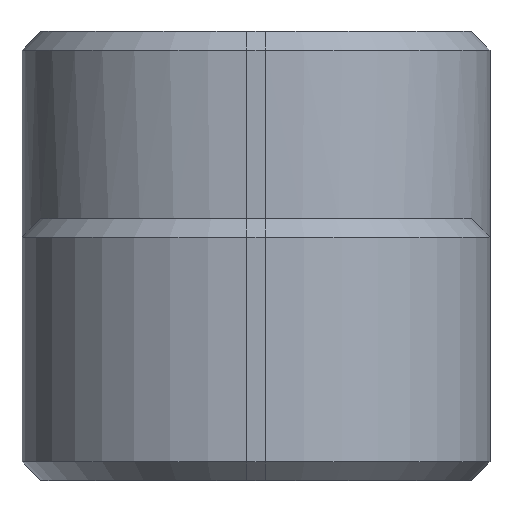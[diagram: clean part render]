
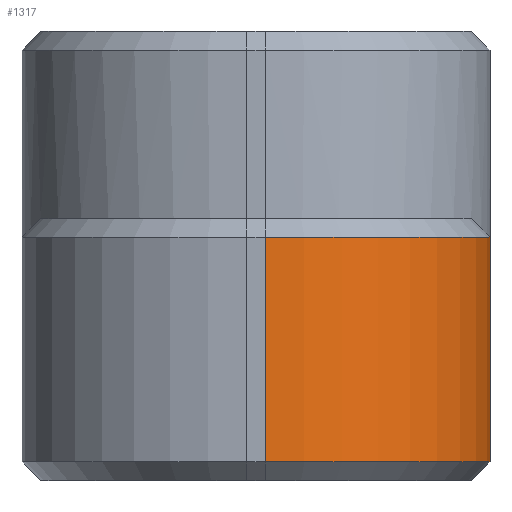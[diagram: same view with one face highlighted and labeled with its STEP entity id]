
A CAD part, front view. The second image highlights one B-rep face of the part: STEP entity #1317.
In plain terms, the highlighted cylindrical face has radius 12 mm (diameter 24 mm), a partial arc.
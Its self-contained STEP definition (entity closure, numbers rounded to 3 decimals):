
#693=CARTESIAN_POINT('Vertex',(0.5,-34.5,13.)) ;
#713=CARTESIAN_POINT('Axis2P3D Location',(0.5,-22.5,13.)) ;
#717=CARTESIAN_POINT('Vertex',(12.5,-22.5,13.)) ;
#1274=CARTESIAN_POINT('Vertex',(0.5,-34.5,1.)) ;
#1277=CARTESIAN_POINT('Line Origine',(0.5,-34.5,7.)) ;
#1294=CARTESIAN_POINT('Axis2P3D Location',(0.5,-22.5,12.)) ;
#1299=CARTESIAN_POINT('Line Origine',(12.5,-22.5,12.)) ;
#1303=CARTESIAN_POINT('Vertex',(12.5,-22.5,1.)) ;
#1306=CARTESIAN_POINT('Axis2P3D Location',(0.5,-22.5,1.)) ;
#714=DIRECTION('Axis2P3D Direction',(0.,0.,-1.)) ;
#1278=DIRECTION('Vector Direction',(0.,0.,1.)) ;
#1295=DIRECTION('Axis2P3D Direction',(0.,0.,1.)) ;
#1296=DIRECTION('Axis2P3D XDirection',(0.,-1.,-0.)) ;
#1300=DIRECTION('Vector Direction',(0.,0.,1.)) ;
#1307=DIRECTION('Axis2P3D Direction',(0.,0.,1.)) ;
#715=AXIS2_PLACEMENT_3D('Circle Axis2P3D',#713,#714,$) ;
#1297=AXIS2_PLACEMENT_3D('Cylinder Axis2P3D',#1294,#1295,#1296) ;
#1308=AXIS2_PLACEMENT_3D('Circle Axis2P3D',#1306,#1307,$) ;
#1312=ORIENTED_EDGE('',*,*,#1305,.T.) ;
#1313=ORIENTED_EDGE('',*,*,#719,.F.) ;
#1314=ORIENTED_EDGE('',*,*,#1281,.F.) ;
#1315=ORIENTED_EDGE('',*,*,#1310,.T.) ;
#1279=VECTOR('Line Direction',#1278,1.) ;
#1301=VECTOR('Line Direction',#1300,1.) ;
#1317=ADVANCED_FACE('Corps principal',(#1316),#1298,.T.) ;
#716=CIRCLE('generated circle',#715,12.) ;
#1309=CIRCLE('generated circle',#1308,12.) ;
#1298=CYLINDRICAL_SURFACE('generated cylinder',#1297,12.) ;
#719=EDGE_CURVE('',#694,#718,#716,.F.) ;
#1281=EDGE_CURVE('',#1275,#694,#1280,.T.) ;
#1305=EDGE_CURVE('',#1304,#718,#1302,.T.) ;
#1310=EDGE_CURVE('',#1275,#1304,#1309,.T.) ;
#1311=EDGE_LOOP('',(#1312,#1313,#1314,#1315)) ;
#1316=FACE_OUTER_BOUND('',#1311,.T.) ;
#1280=LINE('Line',#1277,#1279) ;
#1302=LINE('Line',#1299,#1301) ;
#694=VERTEX_POINT('',#693) ;
#718=VERTEX_POINT('',#717) ;
#1275=VERTEX_POINT('',#1274) ;
#1304=VERTEX_POINT('',#1303) ;
